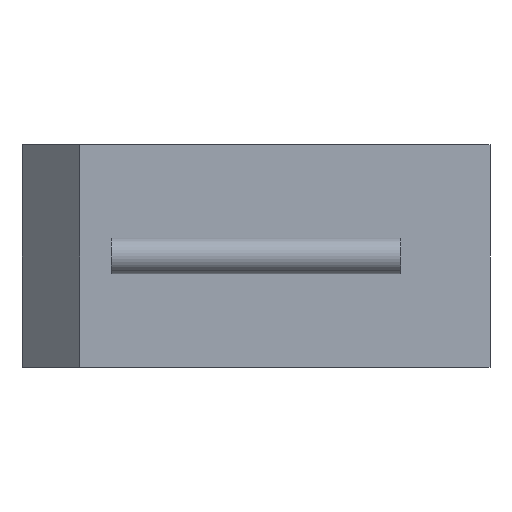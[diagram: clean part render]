
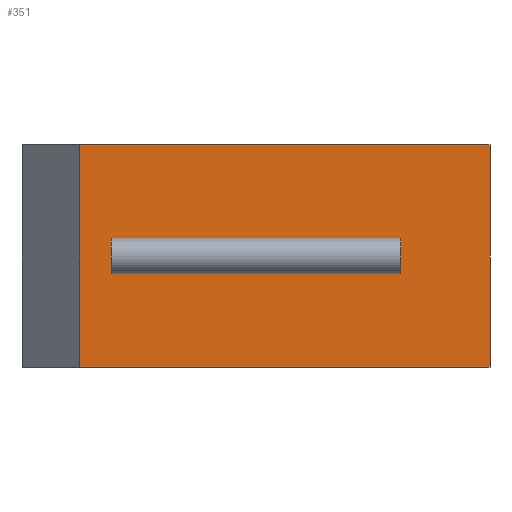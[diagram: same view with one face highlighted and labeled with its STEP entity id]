
A CAD part, front view. The second image highlights one B-rep face of the part: STEP entity #351.
In plain terms, the highlighted planar face has unit normal (0, -1, 0).
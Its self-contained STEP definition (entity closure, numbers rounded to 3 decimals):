
#163=FACE_BOUND('',#899,.T.);
#164=FACE_BOUND('',#900,.T.);
#165=FACE_BOUND('',#901,.T.);
#351=ADVANCED_FACE('',(#163,#164,#165),#552,.T.);
#552=PLANE('',#3790);
#899=EDGE_LOOP('',(#1408,#1409,#1410,#1411));
#900=EDGE_LOOP('',(#1412,#1413,#1414,#1415));
#901=EDGE_LOOP('',(#1416,#1417,#1418,#1419));
#1408=ORIENTED_EDGE('',*,*,#2472,.F.);
#1409=ORIENTED_EDGE('',*,*,#2637,.F.);
#1410=ORIENTED_EDGE('',*,*,#2639,.F.);
#1411=ORIENTED_EDGE('',*,*,#2486,.T.);
#1412=ORIENTED_EDGE('',*,*,#2640,.F.);
#1413=ORIENTED_EDGE('',*,*,#2440,.T.);
#1414=ORIENTED_EDGE('',*,*,#2641,.T.);
#1415=ORIENTED_EDGE('',*,*,#2434,.F.);
#1416=ORIENTED_EDGE('',*,*,#2642,.T.);
#1417=ORIENTED_EDGE('',*,*,#2438,.T.);
#1418=ORIENTED_EDGE('',*,*,#2643,.F.);
#1419=ORIENTED_EDGE('',*,*,#2436,.F.);
#2110=VERTEX_POINT('',#5057);
#2111=VERTEX_POINT('',#5058);
#2112=VERTEX_POINT('',#5060);
#2113=VERTEX_POINT('',#5062);
#2114=VERTEX_POINT('',#5066);
#2115=VERTEX_POINT('',#5067);
#2116=VERTEX_POINT('',#5069);
#2117=VERTEX_POINT('',#5071);
#2148=VERTEX_POINT('',#5135);
#2149=VERTEX_POINT('',#5137);
#2162=VERTEX_POINT('',#5165);
#2254=VERTEX_POINT('',#5463);
#2434=EDGE_CURVE('',#2110,#2111,#2954,.T.);
#2436=EDGE_CURVE('',#2112,#2113,#2955,.T.);
#2438=EDGE_CURVE('',#2114,#2115,#2956,.T.);
#2440=EDGE_CURVE('',#2117,#2116,#2957,.T.);
#2472=EDGE_CURVE('',#2148,#2149,#2986,.T.);
#2486=EDGE_CURVE('',#2162,#2149,#2996,.T.);
#2637=EDGE_CURVE('',#2254,#2148,#3128,.T.);
#2639=EDGE_CURVE('',#2162,#2254,#3130,.T.);
#2640=EDGE_CURVE('',#2117,#2110,#3131,.T.);
#2641=EDGE_CURVE('',#2116,#2111,#3132,.T.);
#2642=EDGE_CURVE('',#2112,#2114,#3133,.T.);
#2643=EDGE_CURVE('',#2113,#2115,#3134,.T.);
#2954=LINE('',#5056,#3333);
#2955=LINE('',#5061,#3334);
#2956=LINE('',#5065,#3335);
#2957=LINE('',#5070,#3336);
#2986=LINE('',#5136,#3365);
#2996=LINE('',#5164,#3375);
#3128=LINE('',#5464,#3507);
#3130=LINE('',#5468,#3509);
#3131=LINE('',#5469,#3510);
#3132=LINE('',#5470,#3511);
#3133=LINE('',#5471,#3512);
#3134=LINE('',#5472,#3513);
#3333=VECTOR('',#4032,1.);
#3334=VECTOR('',#4035,1.);
#3335=VECTOR('',#4040,1.);
#3336=VECTOR('',#4043,1.);
#3365=VECTOR('',#4082,1.);
#3375=VECTOR('',#4102,1.);
#3507=VECTOR('',#4384,1.);
#3509=VECTOR('',#4390,1.);
#3510=VECTOR('',#4391,1.);
#3511=VECTOR('',#4392,1.);
#3512=VECTOR('',#4393,1.);
#3513=VECTOR('',#4394,1.);
#3790=AXIS2_PLACEMENT_3D('',#5473,#4395,#4396);
#4032=DIRECTION('',(0.,0.,-1.));
#4035=DIRECTION('',(0.,0.,-1.));
#4040=DIRECTION('',(0.,0.,-1.));
#4043=DIRECTION('',(0.,0.,-1.));
#4082=DIRECTION('',(-1.,0.,0.));
#4102=DIRECTION('',(0.,0.,-1.));
#4384=DIRECTION('',(0.,0.,-1.));
#4390=DIRECTION('',(1.,0.,0.));
#4391=DIRECTION('',(-1.,0.,0.));
#4392=DIRECTION('',(-1.,0.,0.));
#4393=DIRECTION('',(1.,0.,0.));
#4394=DIRECTION('',(1.,0.,0.));
#4395=DIRECTION('',(0.,-1.,0.));
#4396=DIRECTION('',(0.,0.,1.));
#5056=CARTESIAN_POINT('',(-6.5,0.794,4.45));
#5057=CARTESIAN_POINT('',(-6.5,0.794,4.45));
#5058=CARTESIAN_POINT('',(-6.5,0.794,4.2));
#5060=CARTESIAN_POINT('',(-6.5,0.794,5.8));
#5061=CARTESIAN_POINT('',(-6.5,0.794,5.8));
#5062=CARTESIAN_POINT('',(-6.5,0.794,5.55));
#5065=CARTESIAN_POINT('',(6.5,0.794,5.8));
#5066=CARTESIAN_POINT('',(6.5,0.794,5.8));
#5067=CARTESIAN_POINT('',(6.5,0.794,5.55));
#5069=CARTESIAN_POINT('',(6.5,0.794,4.2));
#5070=CARTESIAN_POINT('',(6.5,0.794,4.45));
#5071=CARTESIAN_POINT('',(6.5,0.794,4.45));
#5135=CARTESIAN_POINT('',(10.5,0.794,0.));
#5136=CARTESIAN_POINT('',(10.5,0.794,0.));
#5137=CARTESIAN_POINT('',(-7.9,0.794,0.));
#5164=CARTESIAN_POINT('',(-7.9,0.794,5.));
#5165=CARTESIAN_POINT('',(-7.9,0.794,10.));
#5463=CARTESIAN_POINT('',(10.5,0.794,10.));
#5464=CARTESIAN_POINT('',(10.5,0.794,5.));
#5468=CARTESIAN_POINT('',(-7.9,0.794,10.));
#5469=CARTESIAN_POINT('',(6.5,0.794,4.45));
#5470=CARTESIAN_POINT('',(6.5,0.794,4.2));
#5471=CARTESIAN_POINT('',(6.5,0.794,5.8));
#5472=CARTESIAN_POINT('',(6.5,0.794,5.55));
#5473=CARTESIAN_POINT('',(10.5,0.794,5.));
